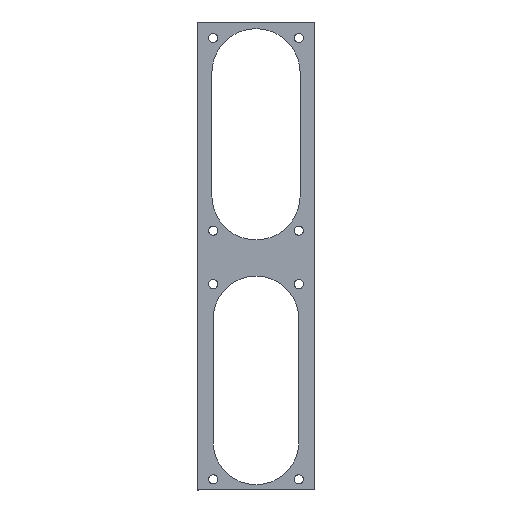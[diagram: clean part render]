
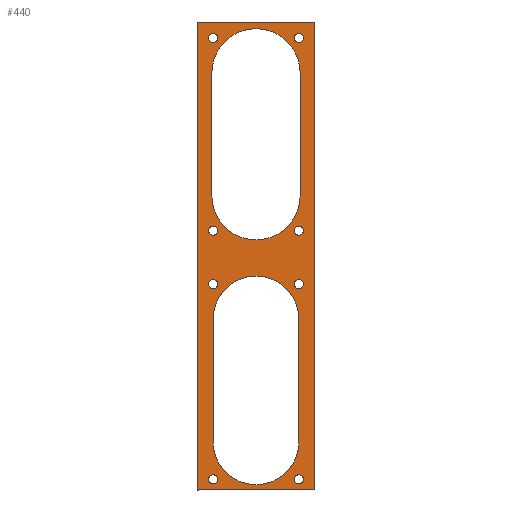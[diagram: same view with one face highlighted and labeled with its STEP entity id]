
A CAD part, top view. The second image highlights one B-rep face of the part: STEP entity #440.
In plain terms, the highlighted planar face has unit normal (0, 0, 1).
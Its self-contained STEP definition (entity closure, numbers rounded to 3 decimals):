
#15=FACE_BOUND('',#97,.T.);
#16=FACE_BOUND('',#98,.T.);
#17=FACE_BOUND('',#99,.T.);
#18=FACE_BOUND('',#100,.T.);
#19=FACE_BOUND('',#101,.T.);
#20=FACE_BOUND('',#102,.T.);
#21=FACE_BOUND('',#103,.T.);
#22=FACE_BOUND('',#104,.T.);
#23=FACE_BOUND('',#105,.T.);
#24=FACE_BOUND('',#106,.T.);
#36=CIRCLE('',#476,8.);
#37=CIRCLE('',#479,8.25);
#38=CIRCLE('',#480,8.25);
#39=CIRCLE('',#481,0.85);
#40=CIRCLE('',#482,0.85);
#41=CIRCLE('',#483,0.85);
#42=CIRCLE('',#484,0.85);
#43=CIRCLE('',#485,0.85);
#44=CIRCLE('',#486,0.85);
#45=CIRCLE('',#487,0.85);
#46=CIRCLE('',#488,0.85);
#47=CIRCLE('',#489,8.);
#74=FACE_OUTER_BOUND('',#96,.T.);
#96=EDGE_LOOP('',(#319,#320,#321,#322));
#97=EDGE_LOOP('',(#323,#324,#325,#326));
#98=EDGE_LOOP('',(#327));
#99=EDGE_LOOP('',(#328));
#100=EDGE_LOOP('',(#329));
#101=EDGE_LOOP('',(#330));
#102=EDGE_LOOP('',(#331));
#103=EDGE_LOOP('',(#332));
#104=EDGE_LOOP('',(#333));
#105=EDGE_LOOP('',(#334));
#106=EDGE_LOOP('',(#335,#336,#337,#338));
#137=LINE('',#657,#173);
#142=LINE('',#670,#178);
#143=LINE('',#674,#179);
#144=LINE('',#676,#180);
#145=LINE('',#678,#181);
#146=LINE('',#679,#182);
#147=LINE('',#682,#183);
#148=LINE('',#686,#184);
#173=VECTOR('',#525,10.);
#178=VECTOR('',#538,10.);
#179=VECTOR('',#541,10.);
#180=VECTOR('',#542,10.);
#181=VECTOR('',#543,10.);
#182=VECTOR('',#544,10.);
#183=VECTOR('',#545,10.);
#184=VECTOR('',#548,10.);
#209=VERTEX_POINT('',#654);
#210=VERTEX_POINT('',#656);
#212=VERTEX_POINT('',#662);
#214=VERTEX_POINT('',#668);
#215=VERTEX_POINT('',#672);
#216=VERTEX_POINT('',#673);
#217=VERTEX_POINT('',#675);
#218=VERTEX_POINT('',#677);
#219=VERTEX_POINT('',#680);
#220=VERTEX_POINT('',#681);
#221=VERTEX_POINT('',#683);
#222=VERTEX_POINT('',#685);
#223=VERTEX_POINT('',#688);
#224=VERTEX_POINT('',#690);
#225=VERTEX_POINT('',#692);
#226=VERTEX_POINT('',#694);
#227=VERTEX_POINT('',#696);
#228=VERTEX_POINT('',#698);
#229=VERTEX_POINT('',#700);
#230=VERTEX_POINT('',#702);
#249=EDGE_CURVE('',#210,#209,#137,.T.);
#253=EDGE_CURVE('',#209,#212,#36,.T.);
#256=EDGE_CURVE('',#212,#214,#142,.T.);
#257=EDGE_CURVE('',#215,#216,#143,.T.);
#258=EDGE_CURVE('',#215,#217,#144,.T.);
#259=EDGE_CURVE('',#217,#218,#145,.T.);
#260=EDGE_CURVE('',#218,#216,#146,.T.);
#261=EDGE_CURVE('',#219,#220,#147,.T.);
#262=EDGE_CURVE('',#220,#221,#37,.T.);
#263=EDGE_CURVE('',#221,#222,#148,.T.);
#264=EDGE_CURVE('',#222,#219,#38,.T.);
#265=EDGE_CURVE('',#223,#223,#39,.T.);
#266=EDGE_CURVE('',#224,#224,#40,.T.);
#267=EDGE_CURVE('',#225,#225,#41,.T.);
#268=EDGE_CURVE('',#226,#226,#42,.T.);
#269=EDGE_CURVE('',#227,#227,#43,.T.);
#270=EDGE_CURVE('',#228,#228,#44,.T.);
#271=EDGE_CURVE('',#229,#229,#45,.T.);
#272=EDGE_CURVE('',#230,#230,#46,.T.);
#273=EDGE_CURVE('',#214,#210,#47,.T.);
#319=ORIENTED_EDGE('',*,*,#257,.F.);
#320=ORIENTED_EDGE('',*,*,#258,.T.);
#321=ORIENTED_EDGE('',*,*,#259,.T.);
#322=ORIENTED_EDGE('',*,*,#260,.T.);
#323=ORIENTED_EDGE('',*,*,#261,.T.);
#324=ORIENTED_EDGE('',*,*,#262,.T.);
#325=ORIENTED_EDGE('',*,*,#263,.T.);
#326=ORIENTED_EDGE('',*,*,#264,.T.);
#327=ORIENTED_EDGE('',*,*,#265,.T.);
#328=ORIENTED_EDGE('',*,*,#266,.T.);
#329=ORIENTED_EDGE('',*,*,#267,.T.);
#330=ORIENTED_EDGE('',*,*,#268,.T.);
#331=ORIENTED_EDGE('',*,*,#269,.T.);
#332=ORIENTED_EDGE('',*,*,#270,.T.);
#333=ORIENTED_EDGE('',*,*,#271,.T.);
#334=ORIENTED_EDGE('',*,*,#272,.T.);
#335=ORIENTED_EDGE('',*,*,#249,.T.);
#336=ORIENTED_EDGE('',*,*,#253,.T.);
#337=ORIENTED_EDGE('',*,*,#256,.T.);
#338=ORIENTED_EDGE('',*,*,#273,.T.);
#429=PLANE('',#478);
#440=ADVANCED_FACE('',(#74,#15,#16,#17,#18,#19,#20,#21,#22,#23,#24),#429,
 .T.);
#476=AXIS2_PLACEMENT_3D('',#664,#532,#533);
#478=AXIS2_PLACEMENT_3D('',#671,#539,#540);
#479=AXIS2_PLACEMENT_3D('',#684,#546,#547);
#480=AXIS2_PLACEMENT_3D('',#687,#549,#550);
#481=AXIS2_PLACEMENT_3D('',#689,#551,#552);
#482=AXIS2_PLACEMENT_3D('',#691,#553,#554);
#483=AXIS2_PLACEMENT_3D('',#693,#555,#556);
#484=AXIS2_PLACEMENT_3D('',#695,#557,#558);
#485=AXIS2_PLACEMENT_3D('',#697,#559,#560);
#486=AXIS2_PLACEMENT_3D('',#699,#561,#562);
#487=AXIS2_PLACEMENT_3D('',#701,#563,#564);
#488=AXIS2_PLACEMENT_3D('',#703,#565,#566);
#489=AXIS2_PLACEMENT_3D('',#704,#567,#568);
#525=DIRECTION('',(0.,1.,0.));
#532=DIRECTION('center_axis',(0.,0.,-1.));
#533=DIRECTION('ref_axis',(1.,0.,0.));
#538=DIRECTION('',(0.,-1.,0.));
#539=DIRECTION('center_axis',(0.,0.,1.));
#540=DIRECTION('ref_axis',(-1.,0.,0.));
#541=DIRECTION('',(0.,-1.,0.));
#542=DIRECTION('',(-1.,0.,0.));
#543=DIRECTION('',(0.,-1.,0.));
#544=DIRECTION('',(1.,0.,0.));
#545=DIRECTION('',(0.,-1.,0.));
#546=DIRECTION('center_axis',(0.,0.,-1.));
#547=DIRECTION('ref_axis',(1.,0.,0.));
#548=DIRECTION('',(0.,1.,0.));
#549=DIRECTION('center_axis',(0.,0.,-1.));
#550=DIRECTION('ref_axis',(1.,0.,0.));
#551=DIRECTION('center_axis',(0.,0.,-1.));
#552=DIRECTION('ref_axis',(-1.,0.,0.));
#553=DIRECTION('center_axis',(0.,0.,-1.));
#554=DIRECTION('ref_axis',(-1.,0.,0.));
#555=DIRECTION('center_axis',(0.,0.,-1.));
#556=DIRECTION('ref_axis',(-1.,0.,0.));
#557=DIRECTION('center_axis',(0.,0.,-1.));
#558=DIRECTION('ref_axis',(-1.,0.,0.));
#559=DIRECTION('center_axis',(0.,0.,-1.));
#560=DIRECTION('ref_axis',(1.,0.,0.));
#561=DIRECTION('center_axis',(0.,0.,-1.));
#562=DIRECTION('ref_axis',(1.,0.,0.));
#563=DIRECTION('center_axis',(0.,0.,
-1.));
#564=DIRECTION('ref_axis',(1.,0.,0.));
#565=DIRECTION('center_axis',(0.,0.,
-1.));
#566=DIRECTION('ref_axis',(1.,0.,0.));
#567=DIRECTION('center_axis',(0.,0.,-1.));
#568=DIRECTION('ref_axis',(0.,-1.,0.));
#654=CARTESIAN_POINT('',(-8.,-46.,18.345));
#656=CARTESIAN_POINT('',(-8.,-69.,18.345));
#657=CARTESIAN_POINT('',(-8.,-28.708,18.345));
#662=CARTESIAN_POINT('',(8.,-46.,18.345));
#664=CARTESIAN_POINT('Origin',(0.,-46.,
18.345));
#668=CARTESIAN_POINT('',(8.,-69.,18.345));
#670=CARTESIAN_POINT('',(8.,-40.208,18.345));
#671=CARTESIAN_POINT('Origin',(0.,-11.415,
18.345));
#672=CARTESIAN_POINT('',(11.,9.5,18.345));
#673=CARTESIAN_POINT('',(11.,-78.,18.345));
#674=CARTESIAN_POINT('',(11.,-52.5,18.345));
#675=CARTESIAN_POINT('',(-11.,9.5,18.345));
#676=CARTESIAN_POINT('',(-5.5,9.5,18.345));
#677=CARTESIAN_POINT('',(-11.,-78.,18.345));
#678=CARTESIAN_POINT('',(-11.,-78.,18.345));
#679=CARTESIAN_POINT('',(11.,-78.,18.345));
#680=CARTESIAN_POINT('',(8.25,0.,18.345));
#681=CARTESIAN_POINT('',(8.25,-23.,18.345));
#682=CARTESIAN_POINT('',(8.25,-4.5,18.345));
#683=CARTESIAN_POINT('',(-8.25,-23.,18.345));
#684=CARTESIAN_POINT('Origin',(0.,-23.,18.345));
#685=CARTESIAN_POINT('',(-8.25,0.,18.345));
#686=CARTESIAN_POINT('',(-8.25,-17.208,18.345));
#687=CARTESIAN_POINT('Origin',(0.,0.,18.345));
#688=CARTESIAN_POINT('',(-7.15,-29.5,18.345));
#689=CARTESIAN_POINT('Origin',(-8.,-29.5,18.345));
#690=CARTESIAN_POINT('',(8.85,-29.5,18.345));
#691=CARTESIAN_POINT('Origin',(8.,-29.5,18.345));
#692=CARTESIAN_POINT('',(8.85,6.5,18.345));
#693=CARTESIAN_POINT('Origin',(8.,6.5,18.345));
#694=CARTESIAN_POINT('',(-7.15,6.5,18.345));
#695=CARTESIAN_POINT('Origin',(-8.,6.5,18.345));
#696=CARTESIAN_POINT('',(-8.85,-39.5,18.345));
#697=CARTESIAN_POINT('Origin',(-8.,-39.5,18.345));
#698=CARTESIAN_POINT('',(7.15,-39.5,18.345));
#699=CARTESIAN_POINT('Origin',(8.,-39.5,18.345));
#700=CARTESIAN_POINT('',(7.15,-76.,18.345));
#701=CARTESIAN_POINT('Origin',(8.,-76.,18.345));
#702=CARTESIAN_POINT('',(-8.85,-76.,18.345));
#703=CARTESIAN_POINT('Origin',(-8.,-76.,18.345));
#704=CARTESIAN_POINT('Origin',(0.,-69.,18.345));
